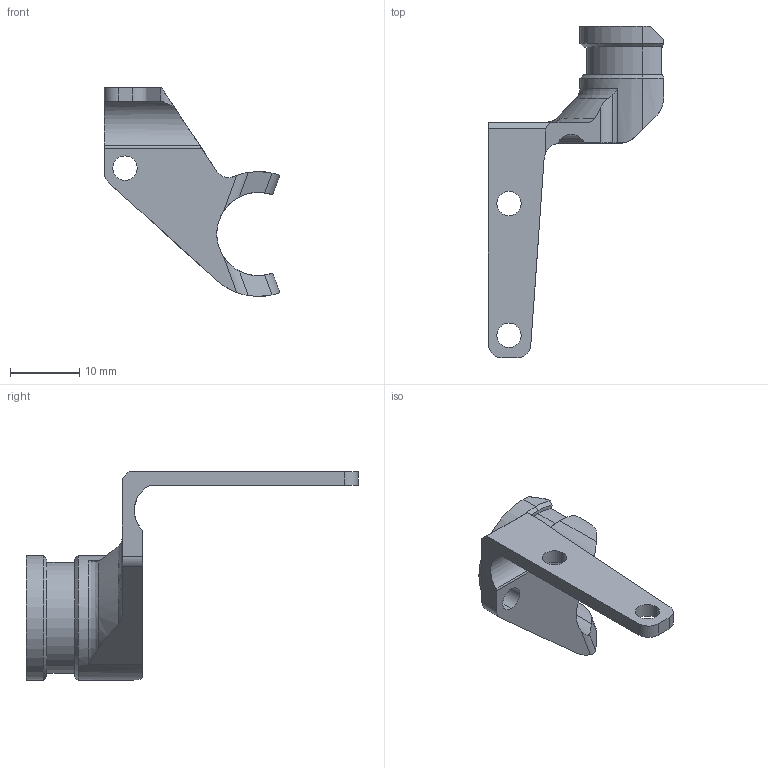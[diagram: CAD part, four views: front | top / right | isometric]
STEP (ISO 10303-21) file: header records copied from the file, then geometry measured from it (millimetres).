
FILE_DESCRIPTION (( 'STEP AP203' ), '1' );
FILE_NAME ('Stress_Relief_Bracket.STEP', '2023-04-26T11:57:07', ( '' ), ( '' ), 'SwSTEP 2.0', 'SolidWorks 2018', '' );
FILE_SCHEMA (( 'CONFIG_CONTROL_DESIGN' ));
Length unit declared in the file: millimetre
Products named in the file (1): Stress_Relief_Bracket
Bounding box: 25.3 x 47.85 x 30.1 mm (x, y, z)
Volume: 2421.4 mm3; surface area: 2364.6 mm2
Topology: 1 solids, 1 shells, 63 faces, 179 edges, 118 vertices
Faces by surface type: cylinder 34, plane 20, cone 7, torus 2
Entity records: 2231 total; most frequent: CARTESIAN_POINT 546, ORIENTED_EDGE 358, DIRECTION 320, EDGE_CURVE 179, VERTEX_POINT 118, AXIS2_PLACEMENT_3D 118, VECTOR 84, LINE 84
